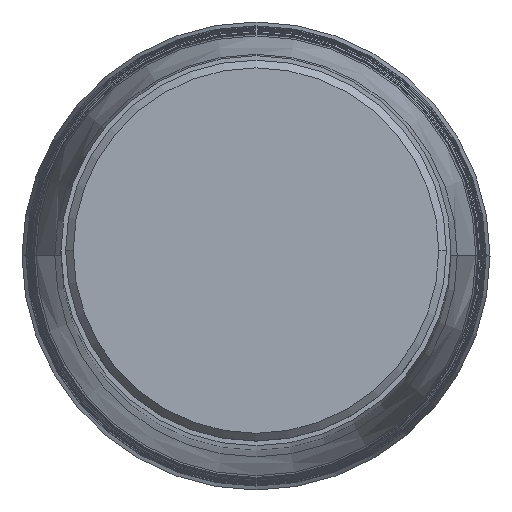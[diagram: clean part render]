
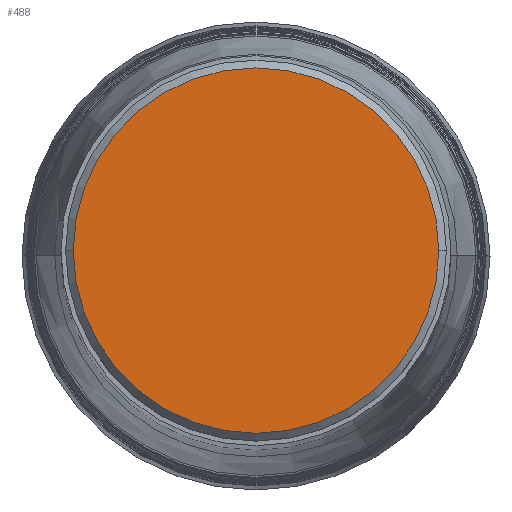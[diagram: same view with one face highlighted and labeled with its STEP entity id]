
A CAD part, top view. The second image highlights one B-rep face of the part: STEP entity #488.
In plain terms, the highlighted planar face has unit normal (0, 0, 1).
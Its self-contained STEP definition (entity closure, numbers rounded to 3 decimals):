
#45=PLANE('',#3339);
#488=ADVANCED_FACE('',(#698),#45,.F.);
#698=FACE_OUTER_BOUND('',#880,.T.);
#880=EDGE_LOOP('',(#1580,#1581));
#1580=ORIENTED_EDGE('',*,*,#2137,.T.);
#1581=ORIENTED_EDGE('',*,*,#2135,.T.);
#1782=VERTEX_POINT('',#6875);
#1783=VERTEX_POINT('',#6877);
#2135=EDGE_CURVE('',#1783,#1782,#2644,.T.);
#2137=EDGE_CURVE('',#1782,#1783,#2645,.T.);
#2644=CIRCLE('',#3333,14.875);
#2645=CIRCLE('',#3335,14.875);
#3333=AXIS2_PLACEMENT_3D('',#6876,#4016,#4017);
#3335=AXIS2_PLACEMENT_3D('',#6880,#4021,#4022);
#3339=AXIS2_PLACEMENT_3D('',#6884,#4029,#4030);
#4016=DIRECTION('',(0.,0.,1.));
#4017=DIRECTION('',(-1.,0.,0.));
#4021=DIRECTION('',(0.,0.,1.));
#4022=DIRECTION('',(1.,0.,0.));
#4029=DIRECTION('',(0.,0.,-1.));
#4030=DIRECTION('',(-1.,0.,0.));
#6875=CARTESIAN_POINT('',(14.875,0.,0.));
#6876=CARTESIAN_POINT('',(0.,0.,0.));
#6877=CARTESIAN_POINT('',(-14.875,0.,0.));
#6880=CARTESIAN_POINT('',(0.,0.,0.));
#6884=CARTESIAN_POINT('',(0.,0.,0.));
